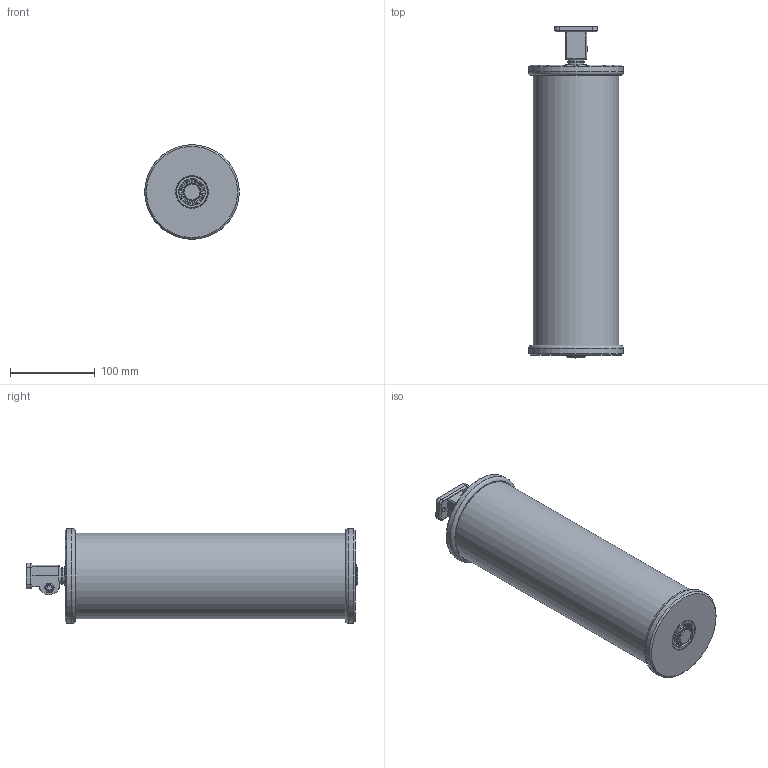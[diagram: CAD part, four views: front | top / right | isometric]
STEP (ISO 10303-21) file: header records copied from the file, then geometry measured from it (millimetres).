
FILE_DESCRIPTION(/* description */ (''),/* implementation_level */ '2;1');
FILE_NAME(/* name */ 'RSE100L180ES-K.stp',/* time_stamp */ '2024-04-24T10:08:02+02:00',/* author */ ('moritz.michaelis'),/* organization */ (''),/* preprocessor_version */ 'ST-DEVELOPER v20',/* originating_system */ 'Autodesk Inventor 2024',/* authorisation */ '');
FILE_SCHEMA (('CONFIG_CONTROL_DESIGN'));
Length unit declared in the file: millimetre
Products named in the file (7): 2302-001-0360 Führungsrolle101.6; DIN 10217-7 Rohr D101.6; 2302-001-0361 Lagerdeckel Führungsrolle; Base plate connector clamp GN 162.3-B18-2-BL; 2302-001-0362 Steckachse Führungsrolle; DIN 471 - 20x1,2; DIN 625 SKF - SKF 61904
Assembly tree (9 placements, depth 2):
  2302-001-0360 Führungsrolle101.6
    DIN 10217-7 Rohr D101.6
    2302-001-0361 Lagerdeckel Führungsrolle  x2
    Base plate connector clamp GN 162.3-B18-2-BL
    2302-001-0362 Steckachse Führungsrolle
    DIN 471 - 20x1,2  x2
    DIN 625 SKF - SKF 61904  x2
Bounding box: 111.8 x 392.5 x 111.8 mm (x, y, z)
Volume: 423126.2 mm3; surface area: 311688 mm2
Topology: 9 solids, 9 shells, 284 faces, 802 edges, 525 vertices
Faces by surface type: plane 101, cylinder 96, torus 57, sphere 20, cone 10
Full cylindrical faces by diameter (mm): 2 x4, 5.5 x2, 6 x2, 6.5 x2, 10 x1, 18 x1, 18.4 x2, 20 x5, 25.44 x4, 31.2 x2, 31.56 x4, 37 x2, 37.2 x2, 49.2 x2, 98.6 x1, 101.6 x1, 101.8 x2, 111.8 x2
Entity records: 9305 total; most frequent: CARTESIAN_POINT 3464, DIRECTION 1173, ORIENTED_EDGE 1108, EDGE_CURVE 554, AXIS2_PLACEMENT_3D 476, VERTEX_POINT 374, EDGE_LOOP 272, CIRCLE 238
